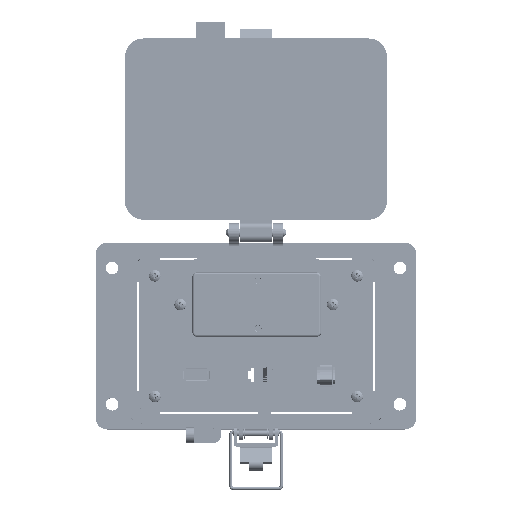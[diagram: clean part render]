
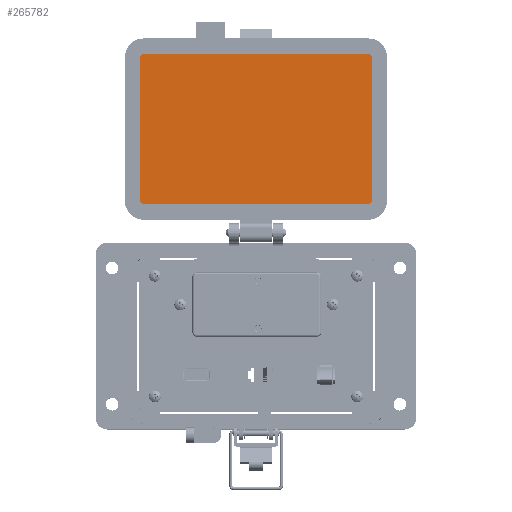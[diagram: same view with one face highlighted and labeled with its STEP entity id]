
A CAD part, top view. The second image highlights one B-rep face of the part: STEP entity #265782.
In plain terms, the highlighted planar face has unit normal (0, 0, 1).
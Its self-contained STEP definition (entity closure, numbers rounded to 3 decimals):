
#8257 = ORIENTED_EDGE ( 'NONE', *, *, #222821, .F. ) ;
#14726 = EDGE_LOOP ( 'NONE', ( #256964, #133907, #232575, #147711, #58273, #33515, #8257, #133403 ) ) ;
#17453 = FACE_OUTER_BOUND ( 'NONE', #14726, .T. ) ;
#20586 = AXIS2_PLACEMENT_3D ( 'NONE', #251243, #167701, #148782 ) ;
#21615 = EDGE_CURVE ( 'NONE', #255599, #207037, #223024, .T. ) ;
#22622 = VERTEX_POINT ( 'NONE', #64739 ) ;
#33515 = ORIENTED_EDGE ( 'NONE', *, *, #215075, .F. ) ;
#34144 = CARTESIAN_POINT ( 'NONE',  ( -59.505, 143.334, 8.694 ) ) ;
#35060 = CARTESIAN_POINT ( 'NONE',  ( -57.72, 67.765, 8.694 ) ) ;
#38541 = VERTEX_POINT ( 'NONE', #260172 ) ;
#40600 = CARTESIAN_POINT ( 'NONE',  ( 59.502, 143.334, 8.694 ) ) ;
#41117 = DIRECTION ( 'NONE',  ( 0., 0., -1. ) ) ;
#42350 = VERTEX_POINT ( 'NONE', #194697 ) ;
#58273 = ORIENTED_EDGE ( 'NONE', *, *, #169221, .F. ) ;
#60013 = DIRECTION ( 'NONE',  ( 0., 0., -1. ) ) ;
#61456 = DIRECTION ( 'NONE',  ( 0., 0., -1. ) ) ;
#64739 = CARTESIAN_POINT ( 'NONE',  ( 57.717, 145.119, 8.694 ) ) ;
#66644 = AXIS2_PLACEMENT_3D ( 'NONE', #183249, #199454, #265423 ) ;
#71518 = LINE ( 'NONE', #35060, #225436 ) ;
#72472 = EDGE_CURVE ( 'NONE', #38541, #255599, #202622, .T. ) ;
#74114 = VECTOR ( 'NONE', #171353, 1000. ) ;
#79557 = CARTESIAN_POINT ( 'NONE',  ( 57.717, 67.765, 8.694 ) ) ;
#97593 = DIRECTION ( 'NONE',  ( 0., -1., 0. ) ) ;
#99660 = PLANE ( 'NONE',  #66644 ) ;
#105463 = VERTEX_POINT ( 'NONE', #79557 ) ;
#114621 = DIRECTION ( 'NONE',  ( -1., 0., 0. ) ) ;
#121973 = DIRECTION ( 'NONE',  ( 0., -1., 0. ) ) ;
#122517 = AXIS2_PLACEMENT_3D ( 'NONE', #264851, #41117, #121973 ) ;
#129539 = LINE ( 'NONE', #214448, #74114 ) ;
#129851 = EDGE_CURVE ( 'NONE', #207037, #22622, #129539, .T. ) ;
#132512 = EDGE_CURVE ( 'NONE', #105463, #42350, #71518, .T. ) ;
#133403 = ORIENTED_EDGE ( 'NONE', *, *, #129851, .F. ) ;
#133907 = ORIENTED_EDGE ( 'NONE', *, *, #72472, .F. ) ;
#138048 = CARTESIAN_POINT ( 'NONE',  ( 59.502, 69.55, 8.694 ) ) ;
#147711 = ORIENTED_EDGE ( 'NONE', *, *, #132512, .F. ) ;
#148651 = VERTEX_POINT ( 'NONE', #40600 ) ;
#148782 = DIRECTION ( 'NONE',  ( 0., -1., 0. ) ) ;
#153002 = LINE ( 'NONE', #138048, #266363 ) ;
#167701 = DIRECTION ( 'NONE',  ( 0., 0., -1. ) ) ;
#169221 = EDGE_CURVE ( 'NONE', #233136, #105463, #238720, .T. ) ;
#171353 = DIRECTION ( 'NONE',  ( 1., 0., 0. ) ) ;
#173583 = CARTESIAN_POINT ( 'NONE',  ( 59.502, 69.55, 8.694 ) ) ;
#173883 = EDGE_CURVE ( 'NONE', #42350, #38541, #179019, .T. ) ;
#177013 = AXIS2_PLACEMENT_3D ( 'NONE', #184038, #60013, #244730 ) ;
#179019 = CIRCLE ( 'NONE', #187743, 1.785 ) ;
#181048 = DIRECTION ( 'NONE',  ( 0., 1., 0. ) ) ;
#182812 = DIRECTION ( 'NONE',  ( 0., -1., 0. ) ) ;
#183249 = CARTESIAN_POINT ( 'NONE',  ( -30.745, 145.119, 8.694 ) ) ;
#184038 = CARTESIAN_POINT ( 'NONE',  ( 57.717, 143.334, 8.694 ) ) ;
#187743 = AXIS2_PLACEMENT_3D ( 'NONE', #244851, #61456, #182812 ) ;
#194697 = CARTESIAN_POINT ( 'NONE',  ( -57.72, 67.765, 8.694 ) ) ;
#198388 = CIRCLE ( 'NONE', #177013, 1.785 ) ;
#199454 = DIRECTION ( 'NONE',  ( 0., 0., 1. ) ) ;
#202622 = LINE ( 'NONE', #34144, #240955 ) ;
#207037 = VERTEX_POINT ( 'NONE', #228227 ) ;
#214448 = CARTESIAN_POINT ( 'NONE',  ( 57.717, 145.119, 8.694 ) ) ;
#215075 = EDGE_CURVE ( 'NONE', #148651, #233136, #153002, .T. ) ;
#222821 = EDGE_CURVE ( 'NONE', #22622, #148651, #198388, .T. ) ;
#223024 = CIRCLE ( 'NONE', #20586, 1.785 ) ;
#225436 = VECTOR ( 'NONE', #114621, 1000. ) ;
#228227 = CARTESIAN_POINT ( 'NONE',  ( -57.72, 145.119, 8.694 ) ) ;
#232575 = ORIENTED_EDGE ( 'NONE', *, *, #173883, .F. ) ;
#233136 = VERTEX_POINT ( 'NONE', #173583 ) ;
#238720 = CIRCLE ( 'NONE', #122517, 1.785 ) ;
#240955 = VECTOR ( 'NONE', #181048, 1000. ) ;
#244730 = DIRECTION ( 'NONE',  ( 0., -1., 0. ) ) ;
#244851 = CARTESIAN_POINT ( 'NONE',  ( -57.72, 69.55, 8.694 ) ) ;
#251243 = CARTESIAN_POINT ( 'NONE',  ( -57.72, 143.334, 8.694 ) ) ;
#253998 = CARTESIAN_POINT ( 'NONE',  ( -59.505, 143.334, 8.694 ) ) ;
#255599 = VERTEX_POINT ( 'NONE', #253998 ) ;
#256964 = ORIENTED_EDGE ( 'NONE', *, *, #21615, .F. ) ;
#260172 = CARTESIAN_POINT ( 'NONE',  ( -59.505, 69.55, 8.694 ) ) ;
#264851 = CARTESIAN_POINT ( 'NONE',  ( 57.717, 69.55, 8.694 ) ) ;
#265423 = DIRECTION ( 'NONE',  ( 0., -1., 0. ) ) ;
#265782 = ADVANCED_FACE ( 'NONE', ( #17453 ), #99660, .T. ) ;
#266363 = VECTOR ( 'NONE', #97593, 1000. ) ;
